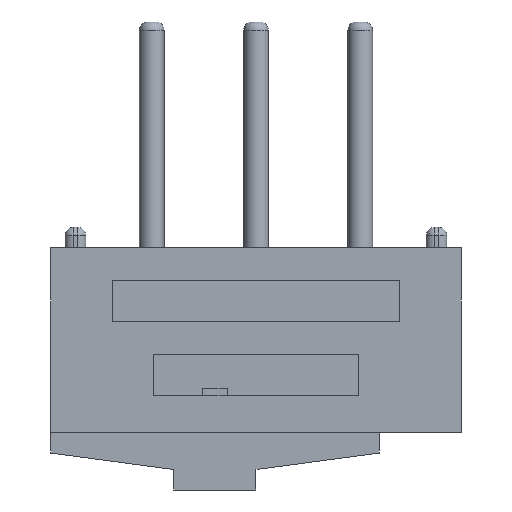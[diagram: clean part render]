
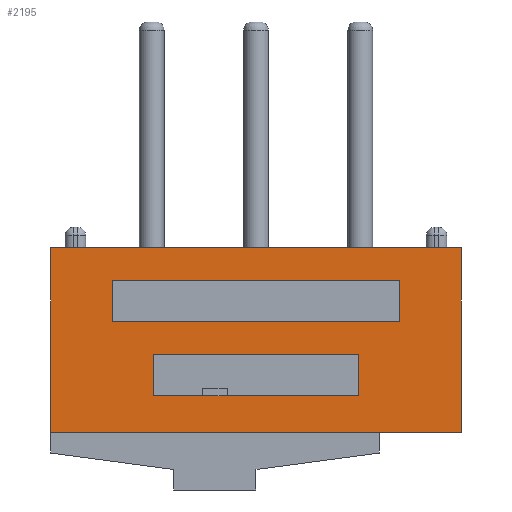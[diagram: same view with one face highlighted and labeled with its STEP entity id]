
A CAD part, front view. The second image highlights one B-rep face of the part: STEP entity #2195.
In plain terms, the highlighted planar face has unit normal (0, -1, 0).
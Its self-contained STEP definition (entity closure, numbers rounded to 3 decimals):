
#16 = VERTEX_POINT ( 'NONE', #2464 ) ;
#38 = EDGE_CURVE ( 'NONE', #1691, #2937, #2587, .T. ) ;
#70 = LINE ( 'NONE', #1731, #2089 ) ;
#74 = FACE_OUTER_BOUND ( 'NONE', #2397, .T. ) ;
#79 = EDGE_CURVE ( 'NONE', #3269, #1691, #481, .T. ) ;
#97 = EDGE_CURVE ( 'NONE', #3062, #3091, #645, .T. ) ;
#134 = VECTOR ( 'NONE', #960, 1000. ) ;
#141 = DIRECTION ( 'NONE',  ( 0., 0., -1. ) ) ;
#169 = VERTEX_POINT ( 'NONE', #2681 ) ;
#246 = DIRECTION ( 'NONE',  ( 1., 0., 0. ) ) ;
#298 = DIRECTION ( 'NONE',  ( 0., 0., 1. ) ) ;
#313 = CARTESIAN_POINT ( 'NONE',  ( 5., -1.25, -2.25 ) ) ;
#328 = LINE ( 'NONE', #527, #781 ) ;
#416 = CARTESIAN_POINT ( 'NONE',  ( -5., -1.25, -1.35 ) ) ;
#421 = ORIENTED_EDGE ( 'NONE', *, *, #2160, .F. ) ;
#473 = VECTOR ( 'NONE', #246, 1000. ) ;
#481 = LINE ( 'NONE', #634, #1245 ) ;
#527 = CARTESIAN_POINT ( 'NONE',  ( 5., -1.25, 2.25 ) ) ;
#548 = CARTESIAN_POINT ( 'NONE',  ( 2.5, -1.25, 2.25 ) ) ;
#558 = LINE ( 'NONE', #2595, #473 ) ;
#563 = EDGE_CURVE ( 'NONE', #2932, #16, #916, .T. ) ;
#565 = VECTOR ( 'NONE', #1689, 1000. ) ;
#583 = CARTESIAN_POINT ( 'NONE',  ( -5., -1.25, -1.35 ) ) ;
#620 = CARTESIAN_POINT ( 'NONE',  ( -5., -1.25, -2.25 ) ) ;
#634 = CARTESIAN_POINT ( 'NONE',  ( -5., -1.25, 2.25 ) ) ;
#636 = ORIENTED_EDGE ( 'NONE', *, *, #1640, .F. ) ;
#645 = LINE ( 'NONE', #3279, #3040 ) ;
#667 = DIRECTION ( 'NONE',  ( 0., 0., -1. ) ) ;
#673 = EDGE_CURVE ( 'NONE', #945, #1773, #1761, .T. ) ;
#689 = EDGE_CURVE ( 'NONE', #1144, #3272, #1037, .T. ) ;
#766 = LINE ( 'NONE', #3023, #1019 ) ;
#769 = FACE_BOUND ( 'NONE', #1795, .T. ) ;
#781 = VECTOR ( 'NONE', #1913, 1000. ) ;
#873 = EDGE_LOOP ( 'NONE', ( #3005, #2693, #1331, #1763 ) ) ;
#916 = LINE ( 'NONE', #416, #134 ) ;
#937 = CARTESIAN_POINT ( 'NONE',  ( 5., -1.25, 2.25 ) ) ;
#945 = VERTEX_POINT ( 'NONE', #1882 ) ;
#960 = DIRECTION ( 'NONE',  ( 1., 0., 0. ) ) ;
#1019 = VECTOR ( 'NONE', #1466, 1000. ) ;
#1037 = LINE ( 'NONE', #2687, #2343 ) ;
#1038 = CARTESIAN_POINT ( 'NONE',  ( -5., -1.25, 0.45 ) ) ;
#1144 = VERTEX_POINT ( 'NONE', #1316 ) ;
#1188 = DIRECTION ( 'NONE',  ( 0., 0., 1. ) ) ;
#1204 = ORIENTED_EDGE ( 'NONE', *, *, #673, .F. ) ;
#1231 = CARTESIAN_POINT ( 'NONE',  ( -1.296, -1.25, -1.35 ) ) ;
#1244 = LINE ( 'NONE', #1634, #2549 ) ;
#1245 = VECTOR ( 'NONE', #2474, 1000. ) ;
#1277 = VECTOR ( 'NONE', #298, 1000. ) ;
#1292 = EDGE_CURVE ( 'NONE', #1523, #169, #1491, .T. ) ;
#1316 = CARTESIAN_POINT ( 'NONE',  ( 2.5, -1.25, -0.35 ) ) ;
#1331 = ORIENTED_EDGE ( 'NONE', *, *, #1292, .F. ) ;
#1396 = CARTESIAN_POINT ( 'NONE',  ( -5., -1.25, 2.25 ) ) ;
#1466 = DIRECTION ( 'NONE',  ( 1., 0., 0. ) ) ;
#1489 = FACE_BOUND ( 'NONE', #873, .T. ) ;
#1491 = LINE ( 'NONE', #2665, #3324 ) ;
#1516 = EDGE_CURVE ( 'NONE', #169, #3062, #1665, .T. ) ;
#1523 = VERTEX_POINT ( 'NONE', #1876 ) ;
#1592 = ORIENTED_EDGE ( 'NONE', *, *, #2320, .F. ) ;
#1634 = CARTESIAN_POINT ( 'NONE',  ( -5., -1.25, 1.45 ) ) ;
#1640 = EDGE_CURVE ( 'NONE', #2407, #2937, #328, .T. ) ;
#1641 = CARTESIAN_POINT ( 'NONE',  ( -2.5, -1.25, -0.35 ) ) ;
#1656 = PLANE ( 'NONE',  #2840 ) ;
#1665 = LINE ( 'NONE', #1038, #2968 ) ;
#1669 = DIRECTION ( 'NONE',  ( 0., 0., 1. ) ) ;
#1689 = DIRECTION ( 'NONE',  ( 1., 0., 0. ) ) ;
#1691 = VERTEX_POINT ( 'NONE', #2403 ) ;
#1731 = CARTESIAN_POINT ( 'NONE',  ( -2.5, -1.25, 2.25 ) ) ;
#1761 = LINE ( 'NONE', #583, #3120 ) ;
#1763 = ORIENTED_EDGE ( 'NONE', *, *, #2860, .F. ) ;
#1773 = VERTEX_POINT ( 'NONE', #1231 ) ;
#1795 = EDGE_LOOP ( 'NONE', ( #421, #2853, #3135, #1204, #1592, #3018 ) ) ;
#1839 = ORIENTED_EDGE ( 'NONE', *, *, #3200, .F. ) ;
#1876 = CARTESIAN_POINT ( 'NONE',  ( -3.5, -1.25, 1.45 ) ) ;
#1882 = CARTESIAN_POINT ( 'NONE',  ( -2.5, -1.25, -1.35 ) ) ;
#1912 = DIRECTION ( 'NONE',  ( 1., 0., 0. ) ) ;
#1913 = DIRECTION ( 'NONE',  ( 0., 0., -1. ) ) ;
#1980 = LINE ( 'NONE', #548, #1277 ) ;
#2009 = ORIENTED_EDGE ( 'NONE', *, *, #79, .T. ) ;
#2058 = CARTESIAN_POINT ( 'NONE',  ( 3.5, -1.25, 1.45 ) ) ;
#2089 = VECTOR ( 'NONE', #141, 1000. ) ;
#2118 = DIRECTION ( 'NONE',  ( -1., 0., 0. ) ) ;
#2158 = CARTESIAN_POINT ( 'NONE',  ( -0.704, -1.25, -1.35 ) ) ;
#2160 = EDGE_CURVE ( 'NONE', #16, #1144, #1980, .T. ) ;
#2195 = ADVANCED_FACE ( 'NONE', ( #769, #74, #1489 ), #1656, .F. ) ;
#2267 = EDGE_CURVE ( 'NONE', #1773, #2932, #766, .T. ) ;
#2320 = EDGE_CURVE ( 'NONE', #3272, #945, #70, .T. ) ;
#2343 = VECTOR ( 'NONE', #2432, 1000. ) ;
#2397 = EDGE_LOOP ( 'NONE', ( #3022, #636, #1839, #2009 ) ) ;
#2403 = CARTESIAN_POINT ( 'NONE',  ( -5., -1.25, -2.25 ) ) ;
#2407 = VERTEX_POINT ( 'NONE', #937 ) ;
#2432 = DIRECTION ( 'NONE',  ( -1., 0., 0. ) ) ;
#2464 = CARTESIAN_POINT ( 'NONE',  ( 2.5, -1.25, -1.35 ) ) ;
#2474 = DIRECTION ( 'NONE',  ( 0., 0., -1. ) ) ;
#2549 = VECTOR ( 'NONE', #2118, 1000. ) ;
#2587 = LINE ( 'NONE', #620, #565 ) ;
#2595 = CARTESIAN_POINT ( 'NONE',  ( -5., -1.25, 2.25 ) ) ;
#2654 = CARTESIAN_POINT ( 'NONE',  ( -5., -1.25, 2.25 ) ) ;
#2665 = CARTESIAN_POINT ( 'NONE',  ( -3.5, -1.25, 2.25 ) ) ;
#2681 = CARTESIAN_POINT ( 'NONE',  ( -3.5, -1.25, 0.45 ) ) ;
#2687 = CARTESIAN_POINT ( 'NONE',  ( -5., -1.25, -0.35 ) ) ;
#2693 = ORIENTED_EDGE ( 'NONE', *, *, #1516, .F. ) ;
#2783 = CARTESIAN_POINT ( 'NONE',  ( 3.5, -1.25, 0.45 ) ) ;
#2840 = AXIS2_PLACEMENT_3D ( 'NONE', #1396, #3220, #1669 ) ;
#2853 = ORIENTED_EDGE ( 'NONE', *, *, #563, .F. ) ;
#2860 = EDGE_CURVE ( 'NONE', #3091, #1523, #1244, .T. ) ;
#2932 = VERTEX_POINT ( 'NONE', #2158 ) ;
#2937 = VERTEX_POINT ( 'NONE', #313 ) ;
#2968 = VECTOR ( 'NONE', #3128, 1000. ) ;
#3005 = ORIENTED_EDGE ( 'NONE', *, *, #97, .F. ) ;
#3018 = ORIENTED_EDGE ( 'NONE', *, *, #689, .F. ) ;
#3022 = ORIENTED_EDGE ( 'NONE', *, *, #38, .T. ) ;
#3023 = CARTESIAN_POINT ( 'NONE',  ( -5., -1.25, -1.35 ) ) ;
#3040 = VECTOR ( 'NONE', #1188, 1000. ) ;
#3062 = VERTEX_POINT ( 'NONE', #2783 ) ;
#3091 = VERTEX_POINT ( 'NONE', #2058 ) ;
#3120 = VECTOR ( 'NONE', #1912, 1000. ) ;
#3128 = DIRECTION ( 'NONE',  ( 1., 0., 0. ) ) ;
#3135 = ORIENTED_EDGE ( 'NONE', *, *, #2267, .F. ) ;
#3200 = EDGE_CURVE ( 'NONE', #3269, #2407, #558, .T. ) ;
#3220 = DIRECTION ( 'NONE',  ( 0., 1., 0. ) ) ;
#3269 = VERTEX_POINT ( 'NONE', #2654 ) ;
#3272 = VERTEX_POINT ( 'NONE', #1641 ) ;
#3279 = CARTESIAN_POINT ( 'NONE',  ( 3.5, -1.25, 2.25 ) ) ;
#3324 = VECTOR ( 'NONE', #667, 1000. ) ;
